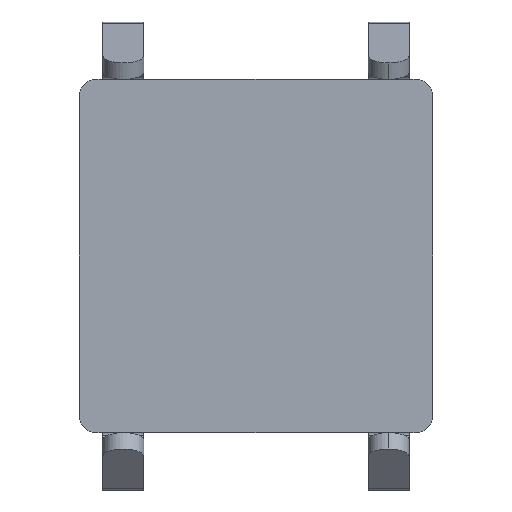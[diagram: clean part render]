
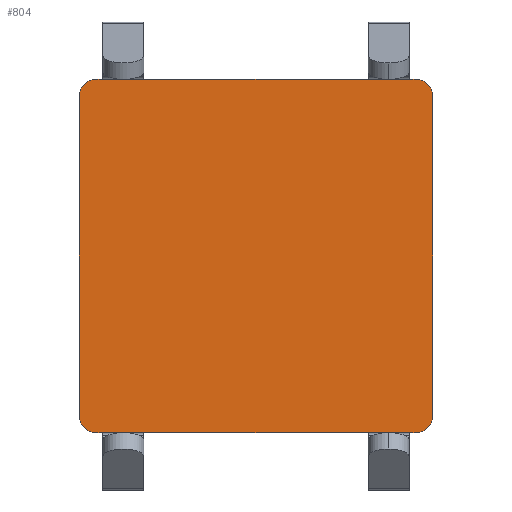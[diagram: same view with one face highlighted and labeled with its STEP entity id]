
A CAD part, front view. The second image highlights one B-rep face of the part: STEP entity #804.
In plain terms, the highlighted planar face has unit normal (0, -1, 0).
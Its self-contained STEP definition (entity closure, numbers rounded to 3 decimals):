
#3 = VECTOR ( 'NONE', #220, 1000. ) ;
#14 = DIRECTION ( 'NONE',  ( 0., -1., 0. ) ) ;
#26 = CARTESIAN_POINT ( 'NONE',  ( 0., 0., 3. ) ) ;
#40 = CARTESIAN_POINT ( 'NONE',  ( 0., 0., 3. ) ) ;
#60 = CARTESIAN_POINT ( 'NONE',  ( -2.7, 0., -2.7 ) ) ;
#62 = VERTEX_POINT ( 'NONE', #1887 ) ;
#96 = VERTEX_POINT ( 'NONE', #2107 ) ;
#99 = ORIENTED_EDGE ( 'NONE', *, *, #477, .F. ) ;
#101 = VERTEX_POINT ( 'NONE', #150 ) ;
#121 = DIRECTION ( 'NONE',  ( 1., 0., 0. ) ) ;
#123 = AXIS2_PLACEMENT_3D ( 'NONE', #877, #1922, #2129 ) ;
#125 = DIRECTION ( 'NONE',  ( 0., 0., 1. ) ) ;
#136 = VERTEX_POINT ( 'NONE', #2791 ) ;
#150 = CARTESIAN_POINT ( 'NONE',  ( 2.7, 0., 3. ) ) ;
#171 = EDGE_CURVE ( 'NONE', #283, #242, #525, .T. ) ;
#176 = ORIENTED_EDGE ( 'NONE', *, *, #2410, .F. ) ;
#220 = DIRECTION ( 'NONE',  ( -1., 0., 0. ) ) ;
#241 = CARTESIAN_POINT ( 'NONE',  ( -2.6, 0., -3. ) ) ;
#242 = VERTEX_POINT ( 'NONE', #1057 ) ;
#250 = EDGE_CURVE ( 'NONE', #388, #101, #1396, .T. ) ;
#252 = DIRECTION ( 'NONE',  ( 0., 0., 1. ) ) ;
#278 = CARTESIAN_POINT ( 'NONE',  ( 0., 0., -3. ) ) ;
#283 = VERTEX_POINT ( 'NONE', #908 ) ;
#285 = EDGE_LOOP ( 'NONE', ( #1522, #99, #2228, #2462, #176, #820, #697, #2756, #1028, #751, #1877, #1978, #2602, #790, #2495, #2834 ) ) ;
#333 = VECTOR ( 'NONE', #2202, 1000. ) ;
#340 = VECTOR ( 'NONE', #954, 1000. ) ;
#341 = EDGE_CURVE ( 'NONE', #2233, #136, #1603, .T. ) ;
#360 = EDGE_CURVE ( 'NONE', #388, #2605, #1632, .T. ) ;
#371 = AXIS2_PLACEMENT_3D ( 'NONE', #474, #518, #1786 ) ;
#386 = CARTESIAN_POINT ( 'NONE',  ( -3., 0., -2.7 ) ) ;
#388 = VERTEX_POINT ( 'NONE', #1178 ) ;
#415 = CARTESIAN_POINT ( 'NONE',  ( -1.9, 0., -3. ) ) ;
#441 = AXIS2_PLACEMENT_3D ( 'NONE', #60, #2420, #739 ) ;
#458 = CARTESIAN_POINT ( 'NONE',  ( 0., 0., -3. ) ) ;
#474 = CARTESIAN_POINT ( 'NONE',  ( -3.12, 0., 3.12 ) ) ;
#477 = EDGE_CURVE ( 'NONE', #1161, #96, #1528, .T. ) ;
#482 = VECTOR ( 'NONE', #1130, 1000. ) ;
#487 = CARTESIAN_POINT ( 'NONE',  ( -2.7, 0., -3. ) ) ;
#518 = DIRECTION ( 'NONE',  ( 0., 1., 0. ) ) ;
#525 = LINE ( 'NONE', #658, #990 ) ;
#533 = CARTESIAN_POINT ( 'NONE',  ( -3., 0., 0. ) ) ;
#546 = LINE ( 'NONE', #2746, #2809 ) ;
#595 = VECTOR ( 'NONE', #1555, 1000. ) ;
#611 = VECTOR ( 'NONE', #125, 1000. ) ;
#658 = CARTESIAN_POINT ( 'NONE',  ( 0., 0., 3. ) ) ;
#697 = ORIENTED_EDGE ( 'NONE', *, *, #2615, .F. ) ;
#731 = VERTEX_POINT ( 'NONE', #241 ) ;
#739 = DIRECTION ( 'NONE',  ( 0., 0., 1. ) ) ;
#751 = ORIENTED_EDGE ( 'NONE', *, *, #360, .F. ) ;
#788 = DIRECTION ( 'NONE',  ( -1., 0., 0. ) ) ;
#790 = ORIENTED_EDGE ( 'NONE', *, *, #2346, .F. ) ;
#804 = ADVANCED_FACE ( 'NONE', ( #2554 ), #2407, .F. ) ;
#812 = LINE ( 'NONE', #1719, #1525 ) ;
#816 = EDGE_CURVE ( 'NONE', #2671, #731, #812, .T. ) ;
#820 = ORIENTED_EDGE ( 'NONE', *, *, #1901, .F. ) ;
#834 = LINE ( 'NONE', #1814, #2579 ) ;
#877 = CARTESIAN_POINT ( 'NONE',  ( 2.7, 0., -2.7 ) ) ;
#885 = CARTESIAN_POINT ( 'NONE',  ( -2.7, 0., 2.7 ) ) ;
#908 = CARTESIAN_POINT ( 'NONE',  ( 1.9, 0., 3. ) ) ;
#916 = LINE ( 'NONE', #2034, #333 ) ;
#954 = DIRECTION ( 'NONE',  ( 0., 0., -1. ) ) ;
#983 = CIRCLE ( 'NONE', #441, 0.3 ) ;
#990 = VECTOR ( 'NONE', #1079, 1000. ) ;
#1028 = ORIENTED_EDGE ( 'NONE', *, *, #1617, .T. ) ;
#1057 = CARTESIAN_POINT ( 'NONE',  ( 2.6, 0., 3. ) ) ;
#1079 = DIRECTION ( 'NONE',  ( 1., 0., 0. ) ) ;
#1130 = DIRECTION ( 'NONE',  ( 1., 0., 0. ) ) ;
#1147 = VECTOR ( 'NONE', #2684, 1000. ) ;
#1161 = VERTEX_POINT ( 'NONE', #386 ) ;
#1172 = CARTESIAN_POINT ( 'NONE',  ( 2.7, 0., -3. ) ) ;
#1173 = LINE ( 'NONE', #26, #1206 ) ;
#1178 = CARTESIAN_POINT ( 'NONE',  ( 3., 0., 2.7 ) ) ;
#1206 = VECTOR ( 'NONE', #2640, 1000. ) ;
#1279 = CARTESIAN_POINT ( 'NONE',  ( 1.9, 0., -3. ) ) ;
#1281 = EDGE_CURVE ( 'NONE', #1161, #2671, #983, .T. ) ;
#1343 = CARTESIAN_POINT ( 'NONE',  ( 0., 0., -3. ) ) ;
#1347 = CIRCLE ( 'NONE', #2529, 0.3 ) ;
#1380 = EDGE_CURVE ( 'NONE', #101, #242, #916, .T. ) ;
#1396 = CIRCLE ( 'NONE', #2826, 0.3 ) ;
#1522 = ORIENTED_EDGE ( 'NONE', *, *, #1979, .T. ) ;
#1525 = VECTOR ( 'NONE', #1988, 1000. ) ;
#1528 = LINE ( 'NONE', #533, #611 ) ;
#1555 = DIRECTION ( 'NONE',  ( -1., 0., 0. ) ) ;
#1572 = VERTEX_POINT ( 'NONE', #415 ) ;
#1575 = CARTESIAN_POINT ( 'NONE',  ( 3., 0., 0. ) ) ;
#1581 = LINE ( 'NONE', #458, #595 ) ;
#1603 = LINE ( 'NONE', #40, #482 ) ;
#1617 = EDGE_CURVE ( 'NONE', #2215, #2605, #1992, .T. ) ;
#1632 = LINE ( 'NONE', #1575, #340 ) ;
#1680 = EDGE_CURVE ( 'NONE', #2215, #2195, #2581, .T. ) ;
#1719 = CARTESIAN_POINT ( 'NONE',  ( 0., 0., -3. ) ) ;
#1786 = DIRECTION ( 'NONE',  ( 1., 0., 0. ) ) ;
#1814 = CARTESIAN_POINT ( 'NONE',  ( 0., 0., 3. ) ) ;
#1844 = CARTESIAN_POINT ( 'NONE',  ( -2.6, 0., 3. ) ) ;
#1877 = ORIENTED_EDGE ( 'NONE', *, *, #250, .T. ) ;
#1887 = CARTESIAN_POINT ( 'NONE',  ( -2.7, 0., 3. ) ) ;
#1901 = EDGE_CURVE ( 'NONE', #2533, #1572, #2516, .T. ) ;
#1922 = DIRECTION ( 'NONE',  ( 0., -1., 0. ) ) ;
#1925 = DIRECTION ( 'NONE',  ( 0., -1., 0. ) ) ;
#1978 = ORIENTED_EDGE ( 'NONE', *, *, #1380, .T. ) ;
#1979 = EDGE_CURVE ( 'NONE', #62, #96, #1347, .T. ) ;
#1988 = DIRECTION ( 'NONE',  ( 1., 0., 0. ) ) ;
#1992 = CIRCLE ( 'NONE', #123, 0.3 ) ;
#2034 = CARTESIAN_POINT ( 'NONE',  ( 0., 0., 3. ) ) ;
#2107 = CARTESIAN_POINT ( 'NONE',  ( -3., 0., 2.7 ) ) ;
#2129 = DIRECTION ( 'NONE',  ( 0., 0., 1. ) ) ;
#2195 = VERTEX_POINT ( 'NONE', #2477 ) ;
#2202 = DIRECTION ( 'NONE',  ( -1., 0., 0. ) ) ;
#2215 = VERTEX_POINT ( 'NONE', #1172 ) ;
#2228 = ORIENTED_EDGE ( 'NONE', *, *, #1281, .T. ) ;
#2233 = VERTEX_POINT ( 'NONE', #1844 ) ;
#2346 = EDGE_CURVE ( 'NONE', #136, #283, #834, .T. ) ;
#2407 = PLANE ( 'NONE',  #371 ) ;
#2410 = EDGE_CURVE ( 'NONE', #1572, #731, #546, .T. ) ;
#2420 = DIRECTION ( 'NONE',  ( 0., -1., 0. ) ) ;
#2462 = ORIENTED_EDGE ( 'NONE', *, *, #816, .T. ) ;
#2477 = CARTESIAN_POINT ( 'NONE',  ( 2.6, 0., -3. ) ) ;
#2495 = ORIENTED_EDGE ( 'NONE', *, *, #341, .F. ) ;
#2516 = LINE ( 'NONE', #278, #1147 ) ;
#2529 = AXIS2_PLACEMENT_3D ( 'NONE', #885, #14, #252 ) ;
#2533 = VERTEX_POINT ( 'NONE', #1279 ) ;
#2554 = FACE_OUTER_BOUND ( 'NONE', #285, .T. ) ;
#2579 = VECTOR ( 'NONE', #121, 1000. ) ;
#2581 = LINE ( 'NONE', #1343, #3 ) ;
#2592 = CARTESIAN_POINT ( 'NONE',  ( 2.7, 0., 2.7 ) ) ;
#2602 = ORIENTED_EDGE ( 'NONE', *, *, #171, .F. ) ;
#2603 = DIRECTION ( 'NONE',  ( 0., 0., 1. ) ) ;
#2605 = VERTEX_POINT ( 'NONE', #2664 ) ;
#2615 = EDGE_CURVE ( 'NONE', #2195, #2533, #1581, .T. ) ;
#2640 = DIRECTION ( 'NONE',  ( -1., 0., 0. ) ) ;
#2663 = EDGE_CURVE ( 'NONE', #2233, #62, #1173, .T. ) ;
#2664 = CARTESIAN_POINT ( 'NONE',  ( 3., 0., -2.7 ) ) ;
#2671 = VERTEX_POINT ( 'NONE', #487 ) ;
#2684 = DIRECTION ( 'NONE',  ( -1., 0., 0. ) ) ;
#2746 = CARTESIAN_POINT ( 'NONE',  ( 0., 0., -3. ) ) ;
#2756 = ORIENTED_EDGE ( 'NONE', *, *, #1680, .F. ) ;
#2791 = CARTESIAN_POINT ( 'NONE',  ( -1.9, 0., 3. ) ) ;
#2809 = VECTOR ( 'NONE', #788, 1000. ) ;
#2826 = AXIS2_PLACEMENT_3D ( 'NONE', #2592, #1925, #2603 ) ;
#2834 = ORIENTED_EDGE ( 'NONE', *, *, #2663, .T. ) ;
